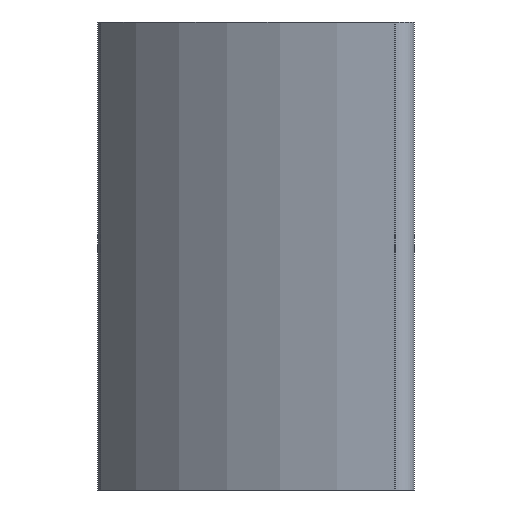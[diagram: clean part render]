
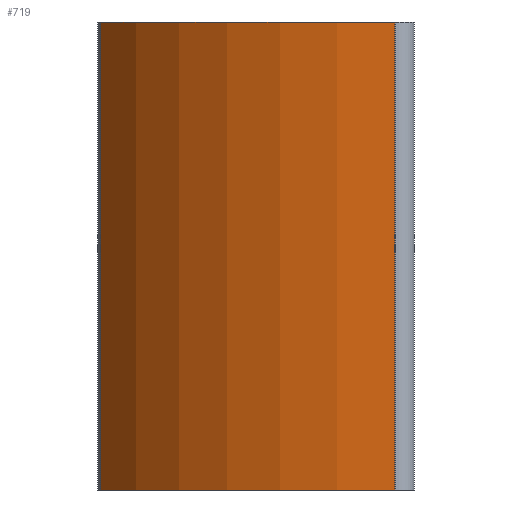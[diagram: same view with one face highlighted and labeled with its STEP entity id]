
A CAD part, left-side view. The second image highlights one B-rep face of the part: STEP entity #719.
In plain terms, the highlighted cylindrical face has radius 40 mm (diameter 80 mm), a partial arc.
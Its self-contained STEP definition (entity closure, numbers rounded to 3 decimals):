
#23 = CIRCLE ( 'NONE', #2625, 40. ) ;
#302 = CARTESIAN_POINT ( 'NONE',  ( -1.795, 33.54, 25. ) ) ;
#343 = DIRECTION ( 'NONE',  ( -1., 0., 0. ) ) ;
#373 = DIRECTION ( 'NONE',  ( 0., 0., -1. ) ) ;
#477 = EDGE_CURVE ( 'NONE', #1456, #954, #1147, .T. ) ;
#719 = ADVANCED_FACE ( 'NONE', ( #2780 ), #785, .T. ) ;
#785 = CYLINDRICAL_SURFACE ( 'NONE', #2385, 40. ) ;
#873 = EDGE_CURVE ( 'NONE', #2166, #1521, #1988, .T. ) ;
#949 = ORIENTED_EDGE ( 'NONE', *, *, #1161, .F. ) ;
#954 = VERTEX_POINT ( 'NONE', #2926 ) ;
#967 = CARTESIAN_POINT ( 'NONE',  ( 20., 0., -25. ) ) ;
#1011 = VECTOR ( 'NONE', #2736, 1000. ) ;
#1036 = ORIENTED_EDGE ( 'NONE', *, *, #477, .T. ) ;
#1130 = EDGE_CURVE ( 'NONE', #954, #1521, #1205, .T. ) ;
#1147 = LINE ( 'NONE', #2331, #1011 ) ;
#1161 = EDGE_CURVE ( 'NONE', #1456, #2166, #23, .T. ) ;
#1205 = CIRCLE ( 'NONE', #1958, 40. ) ;
#1207 = DIRECTION ( 'NONE',  ( 1., 0., 0. ) ) ;
#1224 = DIRECTION ( 'NONE',  ( 1., 0., 0. ) ) ;
#1456 = VERTEX_POINT ( 'NONE', #302 ) ;
#1464 = DIRECTION ( 'NONE',  ( 0., 0., 1. ) ) ;
#1483 = CARTESIAN_POINT ( 'NONE',  ( -19.945, 2.105, -25. ) ) ;
#1521 = VERTEX_POINT ( 'NONE', #1483 ) ;
#1656 = CARTESIAN_POINT ( 'NONE',  ( 20., 0., 25. ) ) ;
#1958 = AXIS2_PLACEMENT_3D ( 'NONE', #967, #1464, #1207 ) ;
#1988 = LINE ( 'NONE', #2893, #2430 ) ;
#2020 = ORIENTED_EDGE ( 'NONE', *, *, #1130, .T. ) ;
#2166 = VERTEX_POINT ( 'NONE', #2257 ) ;
#2257 = CARTESIAN_POINT ( 'NONE',  ( -19.945, 2.105, 25. ) ) ;
#2280 = ORIENTED_EDGE ( 'NONE', *, *, #873, .F. ) ;
#2331 = CARTESIAN_POINT ( 'NONE',  ( -1.795, 33.54, 25. ) ) ;
#2385 = AXIS2_PLACEMENT_3D ( 'NONE', #1656, #373, #343 ) ;
#2430 = VECTOR ( 'NONE', #2676, 1000. ) ;
#2557 = DIRECTION ( 'NONE',  ( 0., 0., 1. ) ) ;
#2625 = AXIS2_PLACEMENT_3D ( 'NONE', #2876, #2557, #1224 ) ;
#2676 = DIRECTION ( 'NONE',  ( 0., 0., -1. ) ) ;
#2736 = DIRECTION ( 'NONE',  ( 0., 0., -1. ) ) ;
#2780 = FACE_OUTER_BOUND ( 'NONE', #2928, .T. ) ;
#2876 = CARTESIAN_POINT ( 'NONE',  ( 20., 0., 25. ) ) ;
#2893 = CARTESIAN_POINT ( 'NONE',  ( -19.945, 2.105, 25. ) ) ;
#2926 = CARTESIAN_POINT ( 'NONE',  ( -1.795, 33.54, -25. ) ) ;
#2928 = EDGE_LOOP ( 'NONE', ( #2020, #2280, #949, #1036 ) ) ;
